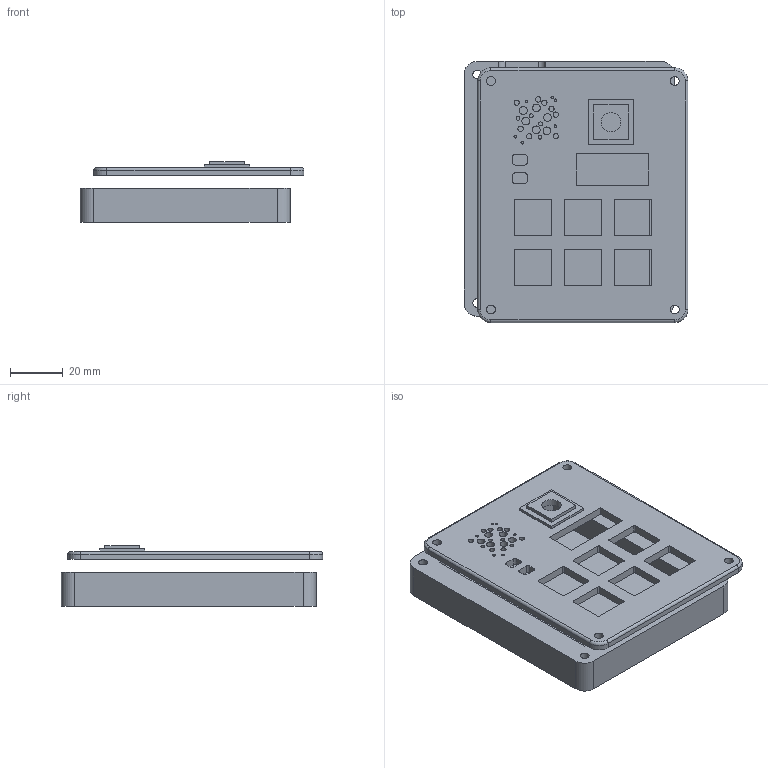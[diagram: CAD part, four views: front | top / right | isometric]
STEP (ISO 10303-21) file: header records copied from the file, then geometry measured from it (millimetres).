
FILE_DESCRIPTION(/* description */ (''),/* implementation_level */ '2;1');
FILE_NAME(/* name */ 'Assembly Macropad.step',/* time_stamp */ '2026-02-04T22:39:03+01:00',/* author */ (''),/* organization */ (''),/* preprocessor_version */ 'ST-DEVELOPER v20.1',/* originating_system */ 'Autodesk Translation Framework v14.24.0.0',/* authorisation */ '');
FILE_SCHEMA (('AUTOMOTIVE_DESIGN { 1 0 10303 214 3 1 1 }'));
Length unit declared in the file: millimetre
Products named in the file (3): 2026-02-04-22-14-55-887; 2026-02-01-12-42-04-727; 2026-02-01-14-28-44-356
Assembly tree (2 placements, depth 2):
  2026-02-04-22-14-55-887
    2026-02-01-12-42-04-727
    2026-02-01-14-28-44-356
Bounding box: 85.18 x 99.47 x 23.22 mm (x, y, z)
Volume: 69468.5 mm3; surface area: 39200.2 mm2
Topology: 4 solids, 4 shells, 418 faces, 1153 edges, 766 vertices
Faces by surface type: plane 201, bspline 130, cylinder 83, torus 4
Full cylindrical faces by diameter (mm): 1 x6, 1.5 x4, 2 x8, 3 x6, 3.4 x8, 6 x4, 7.4 x1
Entity records: 14742 total; most frequent: CARTESIAN_POINT 4552, ORIENTED_EDGE 2306, DIRECTION 1649, EDGE_CURVE 1153, VERTEX_POINT 766, LINE 723, VECTOR 723, EDGE_LOOP 529
